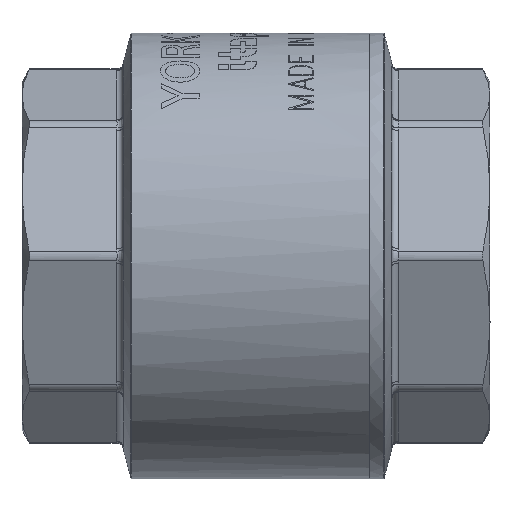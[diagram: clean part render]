
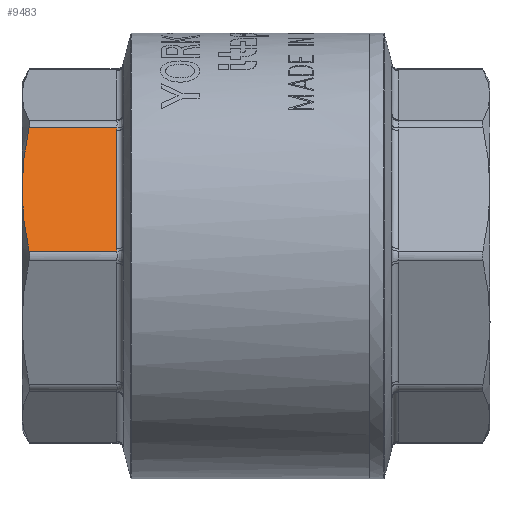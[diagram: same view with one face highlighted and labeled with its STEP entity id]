
A CAD part, left-side view. The second image highlights one B-rep face of the part: STEP entity #9483.
In plain terms, the highlighted planar face has unit normal (-0.924, 0, 0.383).
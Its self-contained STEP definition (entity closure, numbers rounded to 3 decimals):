
#37 = EDGE_CURVE ( 'NONE', #15216, #17867, #11434, .T. ) ;
#70 = FACE_OUTER_BOUND ( 'NONE', #18434, .T. ) ;
#169 = ORIENTED_EDGE ( 'NONE', *, *, #2741, .T. ) ;
#265 = CARTESIAN_POINT ( 'NONE',  ( -25.407, 0., 10.524 ) ) ;
#419 = EDGE_CURVE ( 'NONE', #7464, #9219, #1138, .T. ) ;
#620 = ORIENTED_EDGE ( 'NONE', *, *, #17033, .T. ) ;
#715 = CARTESIAN_POINT ( 'NONE',  ( -21.711, -0.944, 19.446 ) ) ;
#847 = CARTESIAN_POINT ( 'NONE',  ( -24.063, -0.097, 13.768 ) ) ;
#902 = CARTESIAN_POINT ( 'NONE',  ( -29.272, -15., 1.193 ) ) ;
#922 = DIRECTION ( 'NONE',  ( 0., 1., 0. ) ) ;
#1040 = VERTEX_POINT ( 'NONE', #1981 ) ;
#1065 = EDGE_CURVE ( 'NONE', #17867, #13429, #2628, .T. ) ;
#1138 = B_SPLINE_CURVE_WITH_KNOTS ( 'NONE', 3,
 ( #5079, #715, #6782, #12539, #2366, #5281, #3613, #6725, #8091, #847, #18149, #13728 ),
 .UNSPECIFIED., .F., .F.,
 ( 4, 1, 1, 1, 1, 2, 2, 4 ),
 ( 0., 0.25, 0.375, 0.438, 0.469, 0.484, 0.5, 1. ),
 .UNSPECIFIED. ) ;
#1226 = CARTESIAN_POINT ( 'NONE',  ( -26.837, -0.143, 7.07 ) ) ;
#1530 = B_SPLINE_CURVE_WITH_KNOTS ( 'NONE', 3,
 ( #2985, #15698, #17332, #7109 ),
 .UNSPECIFIED., .F., .F.,
 ( 4, 4 ),
 ( 0., 1. ),
 .UNSPECIFIED. ) ;
#1981 = CARTESIAN_POINT ( 'NONE',  ( -21.542, -15., 19.855 ) ) ;
#1996 = CARTESIAN_POINT ( 'NONE',  ( -29.447, -1.13, 0.77 ) ) ;
#2366 = CARTESIAN_POINT ( 'NONE',  ( -23.094, -0.378, 16.106 ) ) ;
#2394 = EDGE_CURVE ( 'NONE', #13429, #1040, #17000, .T. ) ;
#2575 = CARTESIAN_POINT ( 'NONE',  ( -26.695, -15., 7.413 ) ) ;
#2628 = B_SPLINE_CURVE_WITH_KNOTS ( 'NONE', 3,
 ( #6415, #12102, #17954, #10695 ),
 .UNSPECIFIED., .F., .F.,
 ( 4, 4 ),
 ( 0., 1. ),
 .UNSPECIFIED. ) ;
#2741 = EDGE_CURVE ( 'NONE', #9219, #15216, #12475, .T. ) ;
#2985 = CARTESIAN_POINT ( 'NONE',  ( -21.542, -15., 19.855 ) ) ;
#3613 = CARTESIAN_POINT ( 'NONE',  ( -23.3, -0.315, 15.61 ) ) ;
#4086 = CARTESIAN_POINT ( 'NONE',  ( -21.542, -15., 19.855 ) ) ;
#4199 = CARTESIAN_POINT ( 'NONE',  ( -29.447, -1.13, 0.77 ) ) ;
#4313 = CARTESIAN_POINT ( 'NONE',  ( -29.447, -15.004, 0.77 ) ) ;
#4718 = CARTESIAN_POINT ( 'NONE',  ( -29.447, -10.379, 0.77 ) ) ;
#5079 = CARTESIAN_POINT ( 'NONE',  ( -21.367, -1.13, 20.278 ) ) ;
#5281 = CARTESIAN_POINT ( 'NONE',  ( -23.238, -0.333, 15.758 ) ) ;
#5532 = CARTESIAN_POINT ( 'NONE',  ( -25.407, 0., 10.524 ) ) ;
#5748 = ORIENTED_EDGE ( 'NONE', *, *, #1065, .T. ) ;
#6415 = CARTESIAN_POINT ( 'NONE',  ( -29.447, -15.004, 0.77 ) ) ;
#6555 = CARTESIAN_POINT ( 'NONE',  ( -21.367, -15.004, 20.278 ) ) ;
#6725 = CARTESIAN_POINT ( 'NONE',  ( -23.341, -0.303, 15.511 ) ) ;
#6782 = CARTESIAN_POINT ( 'NONE',  ( -22.221, -0.699, 18.215 ) ) ;
#6973 = CARTESIAN_POINT ( 'NONE',  ( -25.741, 0., 9.716 ) ) ;
#7109 = CARTESIAN_POINT ( 'NONE',  ( -21.367, -15.004, 20.278 ) ) ;
#7464 = VERTEX_POINT ( 'NONE', #17071 ) ;
#7667 = CARTESIAN_POINT ( 'NONE',  ( -29.447, -5.755, 0.77 ) ) ;
#7848 = CARTESIAN_POINT ( 'NONE',  ( -21.367, -10.379, 20.278 ) ) ;
#8091 = CARTESIAN_POINT ( 'NONE',  ( -23.361, -0.297, 15.463 ) ) ;
#8462 = CARTESIAN_POINT ( 'NONE',  ( -27.39, -0.279, 5.737 ) ) ;
#9023 = CARTESIAN_POINT ( 'NONE',  ( -29.447, -1.13, 0.77 ) ) ;
#9181 = CARTESIAN_POINT ( 'NONE',  ( -29.447, -15.004, 0.77 ) ) ;
#9219 = VERTEX_POINT ( 'NONE', #265 ) ;
#9483 = ADVANCED_FACE ( 'NONE', ( #70 ), #15416, .T. ) ;
#9918 = CARTESIAN_POINT ( 'NONE',  ( -27.347, -0.268, 5.839 ) ) ;
#9958 = ORIENTED_EDGE ( 'NONE', *, *, #419, .T. ) ;
#10333 = ORIENTED_EDGE ( 'NONE', *, *, #2394, .T. ) ;
#10695 = CARTESIAN_POINT ( 'NONE',  ( -29.272, -15., 1.193 ) ) ;
#11396 = CARTESIAN_POINT ( 'NONE',  ( -28.758, -0.757, 2.432 ) ) ;
#11434 = B_SPLINE_CURVE_WITH_KNOTS ( 'NONE', 3,
 ( #1996, #7667, #4718, #9181 ),
 .UNSPECIFIED., .F., .F.,
 ( 4, 4 ),
 ( 0., 1. ),
 .UNSPECIFIED. ) ;
#11868 = EDGE_CURVE ( 'NONE', #18456, #7464, #13711, .T. ) ;
#12102 = CARTESIAN_POINT ( 'NONE',  ( -29.39, -15.001, 0.908 ) ) ;
#12475 = B_SPLINE_CURVE_WITH_KNOTS ( 'NONE', 3,
 ( #5532, #6973, #18449, #1226, #15643, #17067, #9918, #8462, #12836, #17138, #11396, #4199 ),
 .UNSPECIFIED., .F., .F.,
 ( 4, 1, 1, 1, 1, 2, 2, 4 ),
 ( 0., 0.25, 0.375, 0.438, 0.469, 0.484, 0.5, 1. ),
 .UNSPECIFIED. ) ;
#12539 = CARTESIAN_POINT ( 'NONE',  ( -22.805, -0.475, 16.804 ) ) ;
#12747 = CARTESIAN_POINT ( 'NONE',  ( -29.272, -15., 1.193 ) ) ;
#12836 = CARTESIAN_POINT ( 'NONE',  ( -27.412, -0.286, 5.683 ) ) ;
#13429 = VERTEX_POINT ( 'NONE', #902 ) ;
#13711 = B_SPLINE_CURVE_WITH_KNOTS ( 'NONE', 3,
 ( #18101, #7848, #18517, #17075 ),
 .UNSPECIFIED., .F., .F.,
 ( 4, 4 ),
 ( 0., 1. ),
 .UNSPECIFIED. ) ;
#13728 = CARTESIAN_POINT ( 'NONE',  ( -25.407, 0., 10.524 ) ) ;
#14172 = CARTESIAN_POINT ( 'NONE',  ( -24.118, -15., 13.634 ) ) ;
#15216 = VERTEX_POINT ( 'NONE', #9023 ) ;
#15416 = PLANE ( 'NONE',  #17500 ) ;
#15475 = DIRECTION ( 'NONE',  ( -0.924, 0., 0.383 ) ) ;
#15529 = CARTESIAN_POINT ( 'NONE',  ( -29.447, -118.127, 0.77 ) ) ;
#15643 = CARTESIAN_POINT ( 'NONE',  ( -27.134, -0.212, 6.353 ) ) ;
#15698 = CARTESIAN_POINT ( 'NONE',  ( -21.482, -15., 19.999 ) ) ;
#16940 = ORIENTED_EDGE ( 'NONE', *, *, #11868, .T. ) ;
#17000 = B_SPLINE_CURVE_WITH_KNOTS ( 'NONE', 3,
 ( #12747, #2575, #14172, #4086 ),
 .UNSPECIFIED., .F., .F.,
 ( 4, 4 ),
 ( 0., 1. ),
 .UNSPECIFIED. ) ;
#17033 = EDGE_CURVE ( 'NONE', #1040, #18456, #1530, .T. ) ;
#17067 = CARTESIAN_POINT ( 'NONE',  ( -27.283, -0.25, 5.993 ) ) ;
#17071 = CARTESIAN_POINT ( 'NONE',  ( -21.367, -1.13, 20.278 ) ) ;
#17075 = CARTESIAN_POINT ( 'NONE',  ( -21.367, -1.13, 20.278 ) ) ;
#17126 = ORIENTED_EDGE ( 'NONE', *, *, #37, .T. ) ;
#17138 = CARTESIAN_POINT ( 'NONE',  ( -28.087, -0.478, 4.054 ) ) ;
#17332 = CARTESIAN_POINT ( 'NONE',  ( -21.424, -15.001, 20.139 ) ) ;
#17500 = AXIS2_PLACEMENT_3D ( 'NONE', #15529, #15475, #922 ) ;
#17867 = VERTEX_POINT ( 'NONE', #4313 ) ;
#17954 = CARTESIAN_POINT ( 'NONE',  ( -29.331, -15., 1.049 ) ) ;
#18101 = CARTESIAN_POINT ( 'NONE',  ( -21.367, -15.004, 20.278 ) ) ;
#18149 = CARTESIAN_POINT ( 'NONE',  ( -24.738, 0., 12.139 ) ) ;
#18434 = EDGE_LOOP ( 'NONE', ( #9958, #169, #17126, #5748, #10333, #620, #16940 ) ) ;
#18449 = CARTESIAN_POINT ( 'NONE',  ( -26.245, -0.036, 8.499 ) ) ;
#18456 = VERTEX_POINT ( 'NONE', #6555 ) ;
#18517 = CARTESIAN_POINT ( 'NONE',  ( -21.367, -5.755, 20.278 ) ) ;
